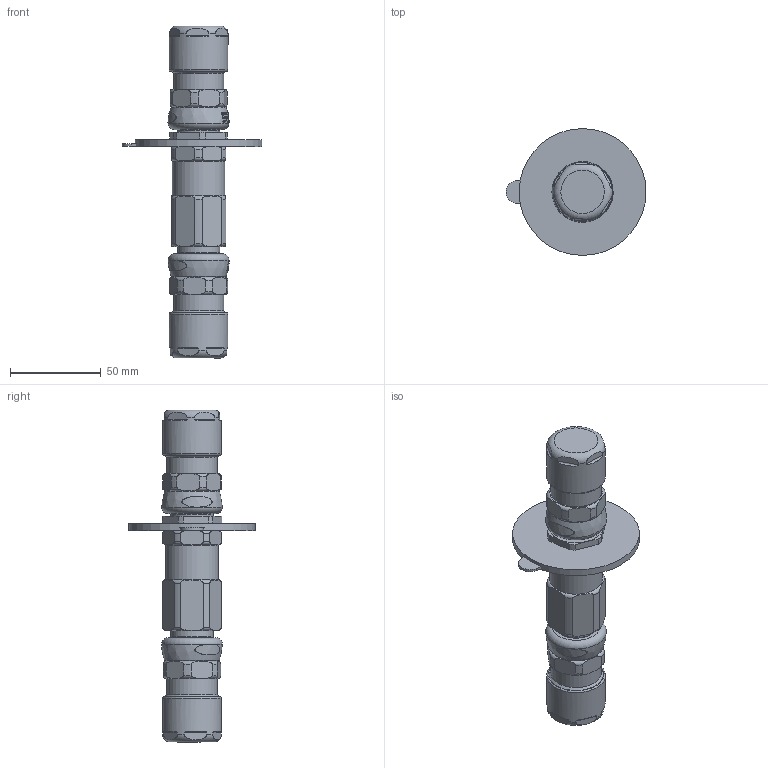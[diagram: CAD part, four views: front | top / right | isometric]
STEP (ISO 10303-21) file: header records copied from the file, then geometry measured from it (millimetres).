
FILE_DESCRIPTION(/* description */ (''),/* implementation_level */ '2;1');
FILE_NAME(/* name */ '620156.stp',/* time_stamp */ '2022-03-16T20:13:42+06:00',/* author */ ('vinaykumark'),/* organization */ (''),/* preprocessor_version */ 'ST-DEVELOPER v18',/* originating_system */ 'Autodesk Inventor 2020',/* authorisation */ '');
FILE_SCHEMA (('AUTOMOTIVE_DESIGN { 1 0 10303 214 3 1 1 }'));
Products named in the file (1): Part1
Bounding box: 77.25 x 70 x 183.26 mm (x, y, z)
Volume: 232830.3 mm3; surface area: 91100.1 mm2
Topology: 41 solids, 41 shells, 2323 faces, 6480 edges, 4241 vertices
Faces by surface type: plane 884, torus 408, cylinder 389, cone 328, bspline 278, sphere 36
Full cylindrical faces by diameter (mm): 1.84 x2, 3 x8, 3.5 x8, 5 x4, 5.8 x8, 20 x1, 21 x2, 22.5 x2, 23 x8, 23.3 x4, 23.5 x2, 23.6 x1, 24.5 x2, 25.32 x3, 27.7 x2, 28.5 x2, 28.55 x2, 29 x1, 30 x2, 32.5 x2, 70 x1
Entity records: 89192 total; most frequent: CARTESIAN_POINT 30823, ORIENTED_EDGE 12860, DIRECTION 10621, EDGE_CURVE 6430, AXIS2_PLACEMENT_3D 4291, VERTEX_POINT 4241, EDGE_LOOP 2383, STYLED_ITEM 2348
